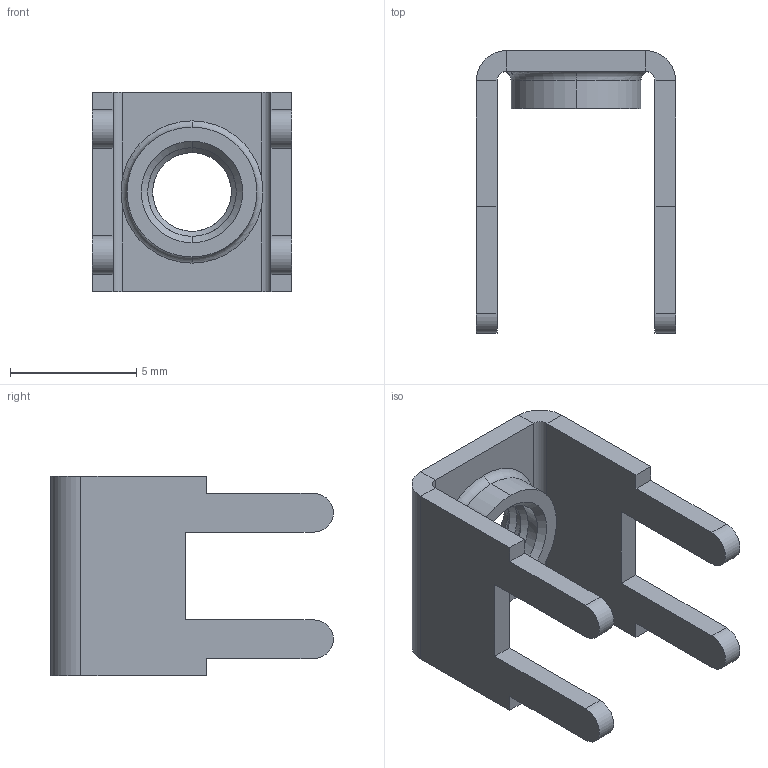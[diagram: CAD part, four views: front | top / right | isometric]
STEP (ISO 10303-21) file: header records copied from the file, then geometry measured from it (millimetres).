
FILE_DESCRIPTION(('FreeCAD Model'),'2;1');
FILE_NAME('8191-4.step','2018-02-09T14:42:43',( 'kicad StepUp'),('ksu MCAD'),'Open CASCADE STEP processor 6.8', 'FreeCAD','Unknown');
FILE_SCHEMA(('AUTOMOTIVE_DESIGN_CC2 { 1 2 10303 214 -1 1 5 4 }'));
Length unit declared in the file: millimetre
Products named in the file (1): 8191-4
Bounding box: 7.87 x 11.18 x 7.87 mm (x, y, z)
Volume: 142.7 mm3; surface area: 431.5 mm2
Topology: 1 solids, 1 shells, 59 faces, 148 edges, 91 vertices
Faces by surface type: plane 35, cylinder 16, cone 4, torus 2, bspline 2
Entity records: 2321 total; most frequent: CARTESIAN_POINT 499, ORIENTED_EDGE 296, DIRECTION 288, EDGE_CURVE 148, LINE 98, VECTOR 98, AXIS2_PLACEMENT_3D 95, VERTEX_POINT 91
